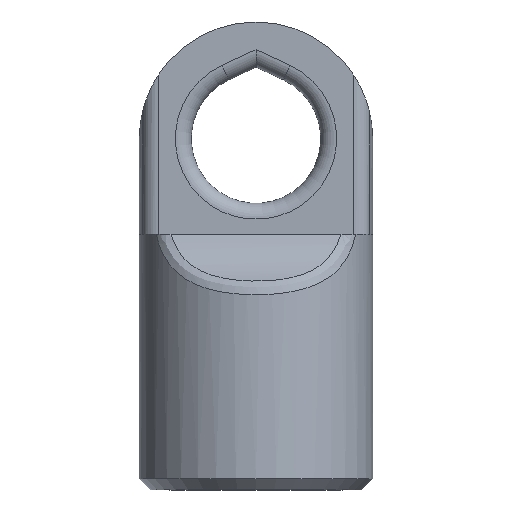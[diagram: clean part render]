
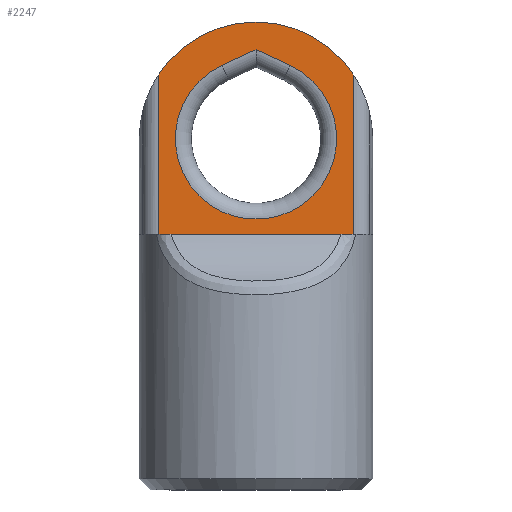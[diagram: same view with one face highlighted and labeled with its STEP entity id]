
A CAD part, front view. The second image highlights one B-rep face of the part: STEP entity #2247.
In plain terms, the highlighted planar face has unit normal (0, -1, 0).
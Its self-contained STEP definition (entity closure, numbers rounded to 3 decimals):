
#183 = PLANE('',#184);
#184 = AXIS2_PLACEMENT_3D('',#185,#186,#187);
#185 = CARTESIAN_POINT('',(0.,0.,16.));
#186 = DIRECTION('',(0.,0.,-1.));
#187 = DIRECTION('',(1.,0.,0.));
#611 = CYLINDRICAL_SURFACE('',#612,7.3);
#612 = AXIS2_PLACEMENT_3D('',#613,#614,#615);
#613 = CARTESIAN_POINT('',(0.,2.5,22.));
#614 = DIRECTION('',(0.,1.,0.));
#615 = DIRECTION('',(1.,0.,0.));
#640 = CYLINDRICAL_SURFACE('',#641,1.);
#641 = AXIS2_PLACEMENT_3D('',#642,#643,#644);
#642 = CARTESIAN_POINT('',(6.119,-1.5,24.5));
#643 = DIRECTION('',(0.,0.,-1.));
#644 = DIRECTION('',(0.971,-0.238,0.)
  );
#655 = EDGE_CURVE('',#656,#658,#660,.T.);
#656 = VERTEX_POINT('',#657);
#657 = CARTESIAN_POINT('',(-6.119,-2.5,16.));
#658 = VERTEX_POINT('',#659);
#659 = CARTESIAN_POINT('',(6.119,-2.5,16.));
#660 = SURFACE_CURVE('',#661,(#665,#672),.PCURVE_S1.);
#661 = LINE('',#662,#663);
#662 = CARTESIAN_POINT('',(-7.3,-2.5,16.));
#663 = VECTOR('',#664,1.);
#664 = DIRECTION('',(1.,0.,0.));
#665 = PCURVE('',#183,#666);
#666 = DEFINITIONAL_REPRESENTATION('',(#667),#671);
#667 = LINE('',#668,#669);
#668 = CARTESIAN_POINT('',(-7.3,2.5));
#669 = VECTOR('',#670,1.);
#670 = DIRECTION('',(1.,0.));
#671 = ( GEOMETRIC_REPRESENTATION_CONTEXT(2) 
PARAMETRIC_REPRESENTATION_CONTEXT() REPRESENTATION_CONTEXT('2D SPACE',''
  ) );
#672 = PCURVE('',#673,#678);
#673 = PLANE('',#674);
#674 = AXIS2_PLACEMENT_3D('',#675,#676,#677);
#675 = CARTESIAN_POINT('',(0.,-2.5,21.656));
#676 = DIRECTION('',(0.,1.,0.));
#677 = DIRECTION('',(0.,0.,1.));
#678 = DEFINITIONAL_REPRESENTATION('',(#679),#683);
#679 = LINE('',#680,#681);
#680 = CARTESIAN_POINT('',(-5.656,-7.3));
#681 = VECTOR('',#682,1.);
#682 = DIRECTION('',(0.,1.));
#683 = ( GEOMETRIC_REPRESENTATION_CONTEXT(2) 
PARAMETRIC_REPRESENTATION_CONTEXT() REPRESENTATION_CONTEXT('2D SPACE',''
  ) );
#886 = CYLINDRICAL_SURFACE('',#887,1.);
#887 = AXIS2_PLACEMENT_3D('',#888,#889,#890);
#888 = CARTESIAN_POINT('',(-6.119,-1.5,24.5));
#889 = DIRECTION('',(0.,0.,-1.));
#890 = DIRECTION('',(-0.971,-0.238,0.)
  );
#1652 = VERTEX_POINT('',#1653);
#1653 = CARTESIAN_POINT('',(6.119,-2.5,25.981));
#1755 = EDGE_CURVE('',#1652,#658,#1756,.T.);
#1756 = SURFACE_CURVE('',#1757,(#1761,#1768),.PCURVE_S1.);
#1757 = LINE('',#1758,#1759);
#1758 = CARTESIAN_POINT('',(6.119,-2.5,24.5));
#1759 = VECTOR('',#1760,1.);
#1760 = DIRECTION('',(0.,0.,-1.));
#1761 = PCURVE('',#640,#1762);
#1762 = DEFINITIONAL_REPRESENTATION('',(#1763),#1767);
#1763 = LINE('',#1764,#1765);
#1764 = CARTESIAN_POINT('',(1.33,0.));
#1765 = VECTOR('',#1766,1.);
#1766 = DIRECTION('',(0.,1.));
#1767 = ( GEOMETRIC_REPRESENTATION_CONTEXT(2) 
PARAMETRIC_REPRESENTATION_CONTEXT() REPRESENTATION_CONTEXT('2D SPACE',''
  ) );
#1768 = PCURVE('',#673,#1769);
#1769 = DEFINITIONAL_REPRESENTATION('',(#1770),#1774);
#1770 = LINE('',#1771,#1772);
#1771 = CARTESIAN_POINT('',(2.844,6.119));
#1772 = VECTOR('',#1773,1.);
#1773 = DIRECTION('',(-1.,0.));
#1774 = ( GEOMETRIC_REPRESENTATION_CONTEXT(2) 
PARAMETRIC_REPRESENTATION_CONTEXT() REPRESENTATION_CONTEXT('2D SPACE',''
  ) );
#1843 = EDGE_CURVE('',#1652,#1844,#1846,.T.);
#1844 = VERTEX_POINT('',#1845);
#1845 = CARTESIAN_POINT('',(-6.119,-2.5,25.981));
#1846 = SURFACE_CURVE('',#1847,(#1852,#1859),.PCURVE_S1.);
#1847 = CIRCLE('',#1848,7.3);
#1848 = AXIS2_PLACEMENT_3D('',#1849,#1850,#1851);
#1849 = CARTESIAN_POINT('',(0.,-2.5,22.));
#1850 = DIRECTION('',(0.,-1.,0.));
#1851 = DIRECTION('',(1.,0.,0.));
#1852 = PCURVE('',#611,#1853);
#1853 = DEFINITIONAL_REPRESENTATION('',(#1854),#1858);
#1854 = LINE('',#1855,#1856);
#1855 = CARTESIAN_POINT('',(-0.,-5.));
#1856 = VECTOR('',#1857,1.);
#1857 = DIRECTION('',(-1.,0.));
#1858 = ( GEOMETRIC_REPRESENTATION_CONTEXT(2) 
PARAMETRIC_REPRESENTATION_CONTEXT() REPRESENTATION_CONTEXT('2D SPACE',''
  ) );
#1859 = PCURVE('',#673,#1860);
#1860 = DEFINITIONAL_REPRESENTATION('',(#1861),#1869);
#1861 = ( BOUNDED_CURVE() B_SPLINE_CURVE(2,(#1862,#1863,#1864,#1865,
#1866,#1867,#1868),.UNSPECIFIED.,.T.,.F.) B_SPLINE_CURVE_WITH_KNOTS((1,2
    ,2,2,2,1),(-2.094,0.,2.094,4.189,
6.283,8.378),.UNSPECIFIED.) CURVE() 
GEOMETRIC_REPRESENTATION_ITEM() RATIONAL_B_SPLINE_CURVE((1.,0.5,1.,0.5,
1.,0.5,1.)) REPRESENTATION_ITEM('') );
#1862 = CARTESIAN_POINT('',(0.344,7.3));
#1863 = CARTESIAN_POINT('',(12.988,7.3));
#1864 = CARTESIAN_POINT('',(6.666,-3.65));
#1865 = CARTESIAN_POINT('',(0.344,-14.6));
#1866 = CARTESIAN_POINT('',(-5.978,-3.65));
#1867 = CARTESIAN_POINT('',(-12.3,7.3));
#1868 = CARTESIAN_POINT('',(0.344,7.3));
#1869 = ( GEOMETRIC_REPRESENTATION_CONTEXT(2) 
PARAMETRIC_REPRESENTATION_CONTEXT() REPRESENTATION_CONTEXT('2D SPACE',''
  ) );
#2247 = ADVANCED_FACE('',(#2248,#2274),#673,.F.);
#2248 = FACE_BOUND('',#2249,.F.);
#2249 = EDGE_LOOP('',(#2250,#2251,#2272,#2273));
#2250 = ORIENTED_EDGE('',*,*,#655,.F.);
#2251 = ORIENTED_EDGE('',*,*,#2252,.F.);
#2252 = EDGE_CURVE('',#1844,#656,#2253,.T.);
#2253 = SURFACE_CURVE('',#2254,(#2258,#2265),.PCURVE_S1.);
#2254 = LINE('',#2255,#2256);
#2255 = CARTESIAN_POINT('',(-6.119,-2.5,24.5));
#2256 = VECTOR('',#2257,1.);
#2257 = DIRECTION('',(0.,0.,-1.));
#2258 = PCURVE('',#673,#2259);
#2259 = DEFINITIONAL_REPRESENTATION('',(#2260),#2264);
#2260 = LINE('',#2261,#2262);
#2261 = CARTESIAN_POINT('',(2.844,-6.119));
#2262 = VECTOR('',#2263,1.);
#2263 = DIRECTION('',(-1.,0.));
#2264 = ( GEOMETRIC_REPRESENTATION_CONTEXT(2) 
PARAMETRIC_REPRESENTATION_CONTEXT() REPRESENTATION_CONTEXT('2D SPACE',''
  ) );
#2265 = PCURVE('',#886,#2266);
#2266 = DEFINITIONAL_REPRESENTATION('',(#2267),#2271);
#2267 = LINE('',#2268,#2269);
#2268 = CARTESIAN_POINT('',(-1.33,0.));
#2269 = VECTOR('',#2270,1.);
#2270 = DIRECTION('',(-0.,1.));
#2271 = ( GEOMETRIC_REPRESENTATION_CONTEXT(2) 
PARAMETRIC_REPRESENTATION_CONTEXT() REPRESENTATION_CONTEXT('2D SPACE',''
  ) );
#2272 = ORIENTED_EDGE('',*,*,#1843,.F.);
#2273 = ORIENTED_EDGE('',*,*,#1755,.T.);
#2274 = FACE_BOUND('',#2275,.F.);
#2275 = EDGE_LOOP('',(#2276,#2306,#2339));
#2276 = ORIENTED_EDGE('',*,*,#2277,.T.);
#2277 = EDGE_CURVE('',#2278,#2280,#2282,.T.);
#2278 = VERTEX_POINT('',#2279);
#2279 = CARTESIAN_POINT('',(0.,-2.5,27.572));
#2280 = VERTEX_POINT('',#2281);
#2281 = CARTESIAN_POINT('',(-2.134,-2.5,26.577));
#2282 = SURFACE_CURVE('',#2283,(#2287,#2294),.PCURVE_S1.);
#2283 = LINE('',#2284,#2285);
#2284 = CARTESIAN_POINT('',(-0.423,-2.5,27.375));
#2285 = VECTOR('',#2286,1.);
#2286 = DIRECTION('',(-0.906,0.,
    -0.423));
#2287 = PCURVE('',#673,#2288);
#2288 = DEFINITIONAL_REPRESENTATION('',(#2289),#2293);
#2289 = LINE('',#2290,#2291);
#2290 = CARTESIAN_POINT('',(5.719,-0.423));
#2291 = VECTOR('',#2292,1.);
#2292 = DIRECTION('',(-0.423,-0.906));
#2293 = ( GEOMETRIC_REPRESENTATION_CONTEXT(2) 
PARAMETRIC_REPRESENTATION_CONTEXT() REPRESENTATION_CONTEXT('2D SPACE',''
  ) );
#2294 = PCURVE('',#2295,#2300);
#2295 = CYLINDRICAL_SURFACE('',#2296,1.);
#2296 = AXIS2_PLACEMENT_3D('',#2297,#2298,#2299);
#2297 = CARTESIAN_POINT('',(-0.423,-1.5,27.375));
#2298 = DIRECTION('',(-0.906,0.,
    -0.423));
#2299 = DIRECTION('',(0.,-1.,0.));
#2300 = DEFINITIONAL_REPRESENTATION('',(#2301),#2305);
#2301 = LINE('',#2302,#2303);
#2302 = CARTESIAN_POINT('',(-0.,0.));
#2303 = VECTOR('',#2304,1.);
#2304 = DIRECTION('',(-0.,1.));
#2305 = ( GEOMETRIC_REPRESENTATION_CONTEXT(2) 
PARAMETRIC_REPRESENTATION_CONTEXT() REPRESENTATION_CONTEXT('2D SPACE',''
  ) );
#2306 = ORIENTED_EDGE('',*,*,#2307,.T.);
#2307 = EDGE_CURVE('',#2280,#2308,#2310,.T.);
#2308 = VERTEX_POINT('',#2309);
#2309 = CARTESIAN_POINT('',(2.134,-2.5,26.577));
#2310 = SURFACE_CURVE('',#2311,(#2316,#2327),.PCURVE_S1.);
#2311 = CIRCLE('',#2312,5.05);
#2312 = AXIS2_PLACEMENT_3D('',#2313,#2314,#2315);
#2313 = CARTESIAN_POINT('',(0.,-2.5,22.));
#2314 = DIRECTION('',(0.,-1.,0.));
#2315 = DIRECTION('',(-0.423,0.,0.906)
  );
#2316 = PCURVE('',#673,#2317);
#2317 = DEFINITIONAL_REPRESENTATION('',(#2318),#2326);
#2318 = ( BOUNDED_CURVE() B_SPLINE_CURVE(2,(#2319,#2320,#2321,#2322,
#2323,#2324,#2325),.UNSPECIFIED.,.T.,.F.) B_SPLINE_CURVE_WITH_KNOTS((1,2
    ,2,2,2,1),(-2.094,0.,2.094,4.189,
6.283,8.378),.UNSPECIFIED.) CURVE() 
GEOMETRIC_REPRESENTATION_ITEM() RATIONAL_B_SPLINE_CURVE((1.,0.5,1.,0.5,
1.,0.5,1.)) REPRESENTATION_ITEM('') );
#2319 = CARTESIAN_POINT('',(4.921,-2.134));
#2320 = CARTESIAN_POINT('',(1.224,-10.062));
#2321 = CARTESIAN_POINT('',(-3.793,-2.897));
#2322 = CARTESIAN_POINT('',(-8.81,4.268));
#2323 = CARTESIAN_POINT('',(-0.096,5.031));
#2324 = CARTESIAN_POINT('',(8.617,5.793));
#2325 = CARTESIAN_POINT('',(4.921,-2.134));
#2326 = ( GEOMETRIC_REPRESENTATION_CONTEXT(2) 
PARAMETRIC_REPRESENTATION_CONTEXT() REPRESENTATION_CONTEXT('2D SPACE',''
  ) );
#2327 = PCURVE('',#2328,#2333);
#2328 = TOROIDAL_SURFACE('',#2329,5.05,1.);
#2329 = AXIS2_PLACEMENT_3D('',#2330,#2331,#2332);
#2330 = CARTESIAN_POINT('',(0.,-1.5,22.));
#2331 = DIRECTION('',(0.,-1.,0.));
#2332 = DIRECTION('',(-0.423,0.,0.906)
  );
#2333 = DEFINITIONAL_REPRESENTATION('',(#2334),#2338);
#2334 = LINE('',#2335,#2336);
#2335 = CARTESIAN_POINT('',(0.,1.571));
#2336 = VECTOR('',#2337,1.);
#2337 = DIRECTION('',(1.,0.));
#2338 = ( GEOMETRIC_REPRESENTATION_CONTEXT(2) 
PARAMETRIC_REPRESENTATION_CONTEXT() REPRESENTATION_CONTEXT('2D SPACE',''
  ) );
#2339 = ORIENTED_EDGE('',*,*,#2340,.T.);
#2340 = EDGE_CURVE('',#2308,#2278,#2341,.T.);
#2341 = SURFACE_CURVE('',#2342,(#2346,#2353),.PCURVE_S1.);
#2342 = LINE('',#2343,#2344);
#2343 = CARTESIAN_POINT('',(2.134,-2.5,26.577));
#2344 = VECTOR('',#2345,1.);
#2345 = DIRECTION('',(-0.906,0.,0.423)
  );
#2346 = PCURVE('',#673,#2347);
#2347 = DEFINITIONAL_REPRESENTATION('',(#2348),#2352);
#2348 = LINE('',#2349,#2350);
#2349 = CARTESIAN_POINT('',(4.921,2.134));
#2350 = VECTOR('',#2351,1.);
#2351 = DIRECTION('',(0.423,-0.906));
#2352 = ( GEOMETRIC_REPRESENTATION_CONTEXT(2) 
PARAMETRIC_REPRESENTATION_CONTEXT() REPRESENTATION_CONTEXT('2D SPACE',''
  ) );
#2353 = PCURVE('',#2354,#2359);
#2354 = CYLINDRICAL_SURFACE('',#2355,1.);
#2355 = AXIS2_PLACEMENT_3D('',#2356,#2357,#2358);
#2356 = CARTESIAN_POINT('',(2.134,-1.5,26.577));
#2357 = DIRECTION('',(-0.906,0.,0.423)
  );
#2358 = DIRECTION('',(0.,-1.,0.));
#2359 = DEFINITIONAL_REPRESENTATION('',(#2360),#2364);
#2360 = LINE('',#2361,#2362);
#2361 = CARTESIAN_POINT('',(-0.,0.));
#2362 = VECTOR('',#2363,1.);
#2363 = DIRECTION('',(-0.,1.));
#2364 = ( GEOMETRIC_REPRESENTATION_CONTEXT(2) 
PARAMETRIC_REPRESENTATION_CONTEXT() REPRESENTATION_CONTEXT('2D SPACE',''
  ) );
